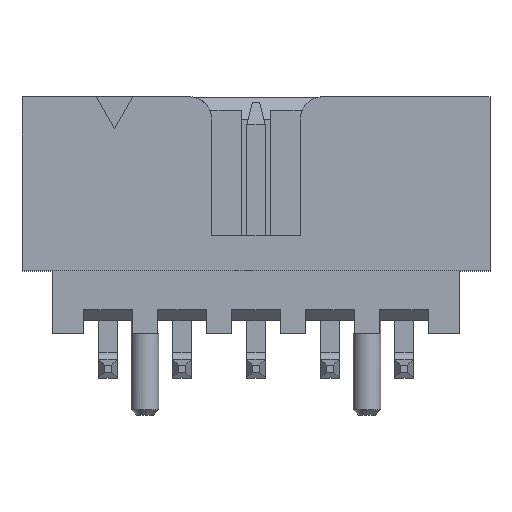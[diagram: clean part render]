
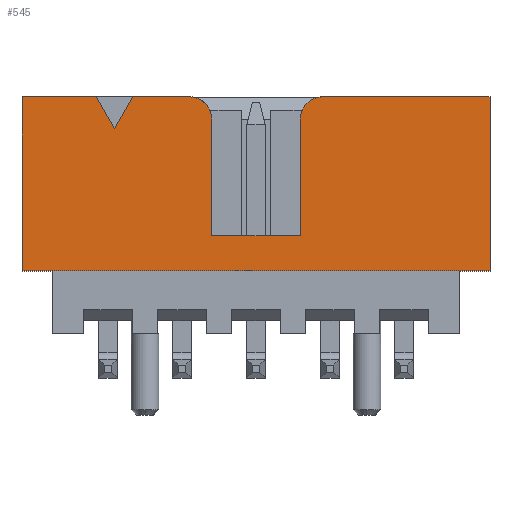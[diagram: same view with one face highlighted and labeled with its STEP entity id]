
A CAD part, top view. The second image highlights one B-rep face of the part: STEP entity #545.
In plain terms, the highlighted planar face has unit normal (0, 0, 1).
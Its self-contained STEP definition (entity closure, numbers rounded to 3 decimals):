
#545=ADVANCED_FACE('',(#1505),#1506,.T.);
#1505=FACE_OUTER_BOUND('',#2476,.T.);
#1506=PLANE('',#2477);
#2476=EDGE_LOOP('',(#6005,#6006,#6007,#6008,#6009,#6010,#6011,#6012,#6013,#6014,#6015,#6016,#6017));
#2477=AXIS2_PLACEMENT_3D('',#6018,#6019,#6020);
#6005=ORIENTED_EDGE('',*,*,#7233,.T.);
#6006=ORIENTED_EDGE('',*,*,#7210,.T.);
#6007=ORIENTED_EDGE('',*,*,#6206,.T.);
#6008=ORIENTED_EDGE('',*,*,#7238,.T.);
#6009=ORIENTED_EDGE('',*,*,#7225,.T.);
#6010=ORIENTED_EDGE('',*,*,#7282,.T.);
#6011=ORIENTED_EDGE('',*,*,#7283,.T.);
#6012=ORIENTED_EDGE('',*,*,#6392,.F.);
#6013=ORIENTED_EDGE('',*,*,#7281,.F.);
#6014=ORIENTED_EDGE('',*,*,#7284,.T.);
#6015=ORIENTED_EDGE('',*,*,#7230,.T.);
#6016=ORIENTED_EDGE('',*,*,#7285,.F.);
#6017=ORIENTED_EDGE('',*,*,#7286,.F.);
#6018=CARTESIAN_POINT('',(0.0,0.0,3.15));
#6019=DIRECTION('',(0.0,0.0,1.0));
#6020=DIRECTION('',(1.0,-0.0,0.0));
#6206=EDGE_CURVE('',#7383,#7381,#7384,.T.);
#6392=EDGE_CURVE('',#7719,#7721,#7722,.T.);
#7210=EDGE_CURVE('',#9018,#7383,#9019,.T.);
#7225=EDGE_CURVE('',#9044,#9042,#9045,.T.);
#7230=EDGE_CURVE('',#9054,#9052,#9055,.T.);
#7233=EDGE_CURVE('',#9059,#9018,#9060,.T.);
#7238=EDGE_CURVE('',#7381,#9044,#9067,.T.);
#7281=EDGE_CURVE('',#9128,#7719,#9130,.T.);
#7282=EDGE_CURVE('',#9042,#9131,#9132,.T.);
#7283=EDGE_CURVE('',#9131,#7721,#9133,.T.);
#7284=EDGE_CURVE('',#9128,#9054,#9134,.T.);
#7285=EDGE_CURVE('',#9135,#9052,#9136,.T.);
#7286=EDGE_CURVE('',#9059,#9135,#9137,.T.);
#7381=VERTEX_POINT('',#9189);
#7383=VERTEX_POINT('',#9192);
#7384=LINE('',#9193,#9194);
#7719=VERTEX_POINT('',#9699);
#7721=VERTEX_POINT('',#9702);
#7722=LINE('',#9703,#9704);
#9018=VERTEX_POINT('',#11771);
#9019=LINE('',#11772,#11773);
#9042=VERTEX_POINT('',#11809);
#9044=VERTEX_POINT('',#11812);
#9045=LINE('',#11813,#11814);
#9052=VERTEX_POINT('',#11824);
#9054=VERTEX_POINT('',#11827);
#9055=LINE('',#11828,#11829);
#9059=VERTEX_POINT('',#11835);
#9060=LINE('',#11836,#11837);
#9067=LINE('',#11848,#11849);
#9128=VERTEX_POINT('',#11957);
#9130=LINE('',#11960,#11961);
#9131=VERTEX_POINT('',#11962);
#9132=CIRCLE('',#11963,0.6);
#9133=LINE('',#11964,#11965);
#9134=CIRCLE('',#11966,0.6);
#9135=VERTEX_POINT('',#11967);
#9136=LINE('',#11968,#11969);
#9137=LINE('',#11970,#11971);
#9189=CARTESIAN_POINT('',(6.325,-1.5,3.15));
#9192=CARTESIAN_POINT('',(-6.325,-1.5,3.15));
#9193=CARTESIAN_POINT('',(-6.325,-1.5,3.15));
#9194=VECTOR('',#12020,12.65);
#9699=CARTESIAN_POINT('',(-1.2,-0.55,3.15));
#9702=CARTESIAN_POINT('',(1.2,-0.55,3.15));
#9703=CARTESIAN_POINT('',(-1.2,-0.55,3.15));
#9704=VECTOR('',#12234,2.4);
#11771=CARTESIAN_POINT('',(-6.325,3.2,3.15));
#11772=CARTESIAN_POINT('',(-6.325,3.2,3.15));
#11773=VECTOR('',#13144,4.7);
#11809=CARTESIAN_POINT('',(1.8,3.2,3.15));
#11812=CARTESIAN_POINT('',(6.325,3.2,3.15));
#11813=CARTESIAN_POINT('',(6.325,3.2,3.15));
#11814=VECTOR('',#13159,4.525);
#11824=CARTESIAN_POINT('',(-3.325,3.2,3.15));
#11827=CARTESIAN_POINT('',(-1.8,3.2,3.15));
#11828=CARTESIAN_POINT('',(-1.8,3.2,3.15));
#11829=VECTOR('',#13164,1.525);
#11835=CARTESIAN_POINT('',(-4.325,3.2,3.15));
#11836=CARTESIAN_POINT('',(-4.325,3.2,3.15));
#11837=VECTOR('',#13167,2.0);
#11848=CARTESIAN_POINT('',(6.325,-1.5,3.15));
#11849=VECTOR('',#13172,4.7);
#11957=CARTESIAN_POINT('',(-1.2,2.6,3.15));
#11960=CARTESIAN_POINT('',(-1.2,2.6,3.15));
#11961=VECTOR('',#13217,3.15);
#11962=CARTESIAN_POINT('',(1.2,2.6,3.15));
#11963=AXIS2_PLACEMENT_3D('',#13218,#13219,#13220);
#11964=CARTESIAN_POINT('',(1.2,2.6,3.15));
#11965=VECTOR('',#13221,3.15);
#11966=AXIS2_PLACEMENT_3D('',#13222,#13223,#13224);
#11967=CARTESIAN_POINT('',(-3.825,2.334,3.15));
#11968=CARTESIAN_POINT('',(-3.825,2.334,3.15));
#11969=VECTOR('',#13225,1.0);
#11970=CARTESIAN_POINT('',(-4.325,3.2,3.15));
#11971=VECTOR('',#13226,1.0);
#12020=DIRECTION('',(1.0,0.0,0.0));
#12234=DIRECTION('',(1.0,0.0,0.0));
#13144=DIRECTION('',(0.0,-1.0,0.0));
#13159=DIRECTION('',(-1.0,0.0,0.0));
#13164=DIRECTION('',(-1.0,0.0,0.0));
#13167=DIRECTION('',(-1.0,0.0,0.0));
#13172=DIRECTION('',(0.0,1.0,0.0));
#13217=DIRECTION('',(0.0,-1.0,0.0));
#13218=CARTESIAN_POINT('',(1.8,2.6,3.15));
#13219=DIRECTION('',(0.0,-0.0,1.0));
#13220=DIRECTION('',(0.0,1.0,0.0));
#13221=DIRECTION('',(0.0,-1.0,0.0));
#13222=CARTESIAN_POINT('',(-1.8,2.6,3.15));
#13223=DIRECTION('',(0.0,0.0,1.0));
#13224=DIRECTION('',(1.0,0.0,0.0));
#13225=DIRECTION('',(0.5,0.866,0.0));
#13226=DIRECTION('',(0.5,-0.866,0.0));
